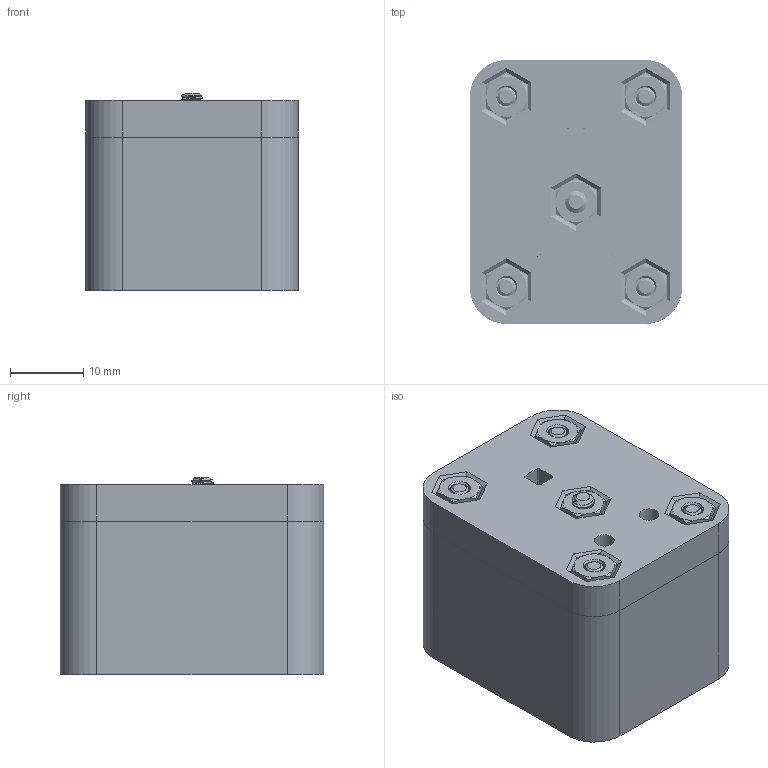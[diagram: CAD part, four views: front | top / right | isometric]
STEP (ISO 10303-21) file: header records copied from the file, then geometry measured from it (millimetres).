
FILE_DESCRIPTION(/* description */ (''),/* implementation_level */ '2;1');
FILE_NAME(/* name */ 'Phaetus Dragonfly BMO Silicone Sock Mold.step',/* time_stamp */ '2021-12-17T01:26:06-05:00',/* author */ (''),/* organization */ (''),/* preprocessor_version */ 'ST-DEVELOPER v18.1',/* originating_system */ 'Autodesk Translation Framework v10.10.0.1391',/* authorisation */ '');
FILE_SCHEMA (('AUTOMOTIVE_DESIGN { 1 0 10303 214 3 1 1 }'));
Length unit declared in the file: millimetre
Products named in the file (8): Dragonfly BMO Sock; Lid; Base; Sock; Insert; M3x20; M3 Nut; M3x16
Assembly tree (14 placements, depth 2):
  Dragonfly BMO Sock
    Lid
    Base
    Sock
    Insert
    M3x20  x4
    M3 Nut  x5
    M3x16
Bounding box: 29 x 36 x 27 mm (x, y, z)
Volume: 25514 mm3; surface area: 17158.3 mm2
Topology: 14 solids, 14 shells, 1064 faces, 2833 edges, 1823 vertices
Faces by surface type: cylinder 563, plane 315, cone 160, bspline 20, torus 6
Full cylindrical faces by diameter (mm): 2.35 x202, 2.699 x2, 3 x207, 3.3 x10, 5.5 x5, 5.8 x5, 7.9 x2
Entity records: 33103 total; most frequent: CARTESIAN_POINT 18424, ORIENTED_EDGE 3184, DIRECTION 2752, EDGE_CURVE 1592, VERTEX_POINT 1026, AXIS2_PLACEMENT_3D 953, LINE 846, VECTOR 846
